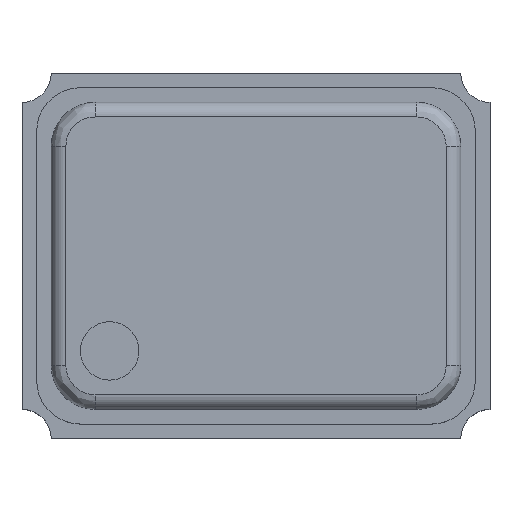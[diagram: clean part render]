
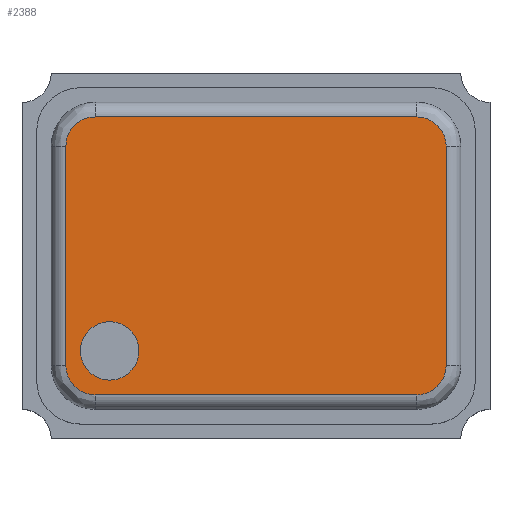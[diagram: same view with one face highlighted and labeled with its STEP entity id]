
A CAD part, top view. The second image highlights one B-rep face of the part: STEP entity #2388.
In plain terms, the highlighted planar face has unit normal (0, 0, 1).
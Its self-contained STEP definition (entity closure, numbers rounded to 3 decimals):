
#2139 = VERTEX_POINT('',#2140);
#2140 = CARTESIAN_POINT('',(1.1,0.95,0.81));
#2149 = VERTEX_POINT('',#2150);
#2150 = CARTESIAN_POINT('',(-1.1,0.95,0.81));
#2157 = EDGE_CURVE('',#2149,#2139,#2158,.T.);
#2158 = LINE('',#2159,#2160);
#2159 = CARTESIAN_POINT('',(-1.1,0.95,0.81));
#2160 = VECTOR('',#2161,1.);
#2161 = DIRECTION('',(1.,0.,0.));
#2173 = VERTEX_POINT('',#2174);
#2174 = CARTESIAN_POINT('',(-1.3,0.75,0.81));
#2181 = EDGE_CURVE('',#2149,#2173,#2182,.T.);
#2182 = B_SPLINE_CURVE_WITH_KNOTS('',3,(#2183,#2184,#2185,#2186,#2187,
    #2188),.UNSPECIFIED.,.F.,.F.,(4,2,4),(0.,0.5,1.),
  .UNSPECIFIED.);
#2183 = CARTESIAN_POINT('',(-1.1,0.95,0.81));
#2184 = CARTESIAN_POINT('',(-1.155,0.95,0.81));
#2185 = CARTESIAN_POINT('',(-1.202,0.93,0.81));
#2186 = CARTESIAN_POINT('',(-1.28,0.853,0.81));
#2187 = CARTESIAN_POINT('',(-1.3,0.806,0.81));
#2188 = CARTESIAN_POINT('',(-1.3,0.75,0.81));
#2214 = VERTEX_POINT('',#2215);
#2215 = CARTESIAN_POINT('',(-1.3,-0.75,0.81));
#2222 = EDGE_CURVE('',#2214,#2173,#2223,.T.);
#2223 = LINE('',#2224,#2225);
#2224 = CARTESIAN_POINT('',(-1.3,-0.75,0.81));
#2225 = VECTOR('',#2226,1.);
#2226 = DIRECTION('',(0.,1.,0.));
#2238 = VERTEX_POINT('',#2239);
#2239 = CARTESIAN_POINT('',(-1.1,-0.95,0.81));
#2246 = EDGE_CURVE('',#2238,#2214,#2247,.T.);
#2247 = ( BOUNDED_CURVE() B_SPLINE_CURVE(3,(#2248,#2249,#2250,#2251),
.UNSPECIFIED.,.F.,.F.) B_SPLINE_CURVE_WITH_KNOTS((4,4),(0.,1.),
.PIECEWISE_BEZIER_KNOTS.) CURVE() GEOMETRIC_REPRESENTATION_ITEM() 
RATIONAL_B_SPLINE_CURVE((1.,0.805,0.805,1.)) 
REPRESENTATION_ITEM('') );
#2248 = CARTESIAN_POINT('',(-1.1,-0.95,0.81));
#2249 = CARTESIAN_POINT('',(-1.217,-0.95,0.81));
#2250 = CARTESIAN_POINT('',(-1.3,-0.867,0.81));
#2251 = CARTESIAN_POINT('',(-1.3,-0.75,0.81));
#2277 = VERTEX_POINT('',#2278);
#2278 = CARTESIAN_POINT('',(1.1,-0.95,0.81));
#2285 = EDGE_CURVE('',#2277,#2238,#2286,.T.);
#2286 = LINE('',#2287,#2288);
#2287 = CARTESIAN_POINT('',(1.1,-0.95,0.81));
#2288 = VECTOR('',#2289,1.);
#2289 = DIRECTION('',(-1.,0.,0.));
#2301 = VERTEX_POINT('',#2302);
#2302 = CARTESIAN_POINT('',(1.3,-0.75,0.81));
#2309 = EDGE_CURVE('',#2301,#2277,#2310,.T.);
#2310 = ( BOUNDED_CURVE() B_SPLINE_CURVE(3,(#2311,#2312,#2313,#2314),
.UNSPECIFIED.,.F.,.F.) B_SPLINE_CURVE_WITH_KNOTS((4,4),(0.,1.),
.PIECEWISE_BEZIER_KNOTS.) CURVE() GEOMETRIC_REPRESENTATION_ITEM() 
RATIONAL_B_SPLINE_CURVE((1.,0.805,0.805,1.)) 
REPRESENTATION_ITEM('') );
#2311 = CARTESIAN_POINT('',(1.3,-0.75,0.81));
#2312 = CARTESIAN_POINT('',(1.3,-0.867,0.81));
#2313 = CARTESIAN_POINT('',(1.217,-0.95,0.81));
#2314 = CARTESIAN_POINT('',(1.1,-0.95,0.81));
#2340 = VERTEX_POINT('',#2341);
#2341 = CARTESIAN_POINT('',(1.3,0.75,0.81));
#2348 = EDGE_CURVE('',#2340,#2301,#2349,.T.);
#2349 = LINE('',#2350,#2351);
#2350 = CARTESIAN_POINT('',(1.3,0.75,0.81));
#2351 = VECTOR('',#2352,1.);
#2352 = DIRECTION('',(0.,-1.,0.));
#2364 = EDGE_CURVE('',#2139,#2340,#2365,.T.);
#2365 = ( BOUNDED_CURVE() B_SPLINE_CURVE(3,(#2366,#2367,#2368,#2369),
.UNSPECIFIED.,.F.,.F.) B_SPLINE_CURVE_WITH_KNOTS((4,4),(0.,1.),
.PIECEWISE_BEZIER_KNOTS.) CURVE() GEOMETRIC_REPRESENTATION_ITEM() 
RATIONAL_B_SPLINE_CURVE((1.,0.805,0.805,1.)) 
REPRESENTATION_ITEM('') );
#2366 = CARTESIAN_POINT('',(1.1,0.95,0.81));
#2367 = CARTESIAN_POINT('',(1.217,0.95,0.81));
#2368 = CARTESIAN_POINT('',(1.3,0.867,0.81));
#2369 = CARTESIAN_POINT('',(1.3,0.75,0.81));
#2388 = ADVANCED_FACE('',(#2389,#2399),#2419,.T.);
#2389 = FACE_BOUND('',#2390,.T.);
#2390 = EDGE_LOOP('',(#2391,#2392,#2393,#2394,#2395,#2396,#2397,#2398));
#2391 = ORIENTED_EDGE('',*,*,#2157,.F.);
#2392 = ORIENTED_EDGE('',*,*,#2181,.T.);
#2393 = ORIENTED_EDGE('',*,*,#2222,.F.);
#2394 = ORIENTED_EDGE('',*,*,#2246,.F.);
#2395 = ORIENTED_EDGE('',*,*,#2285,.F.);
#2396 = ORIENTED_EDGE('',*,*,#2309,.F.);
#2397 = ORIENTED_EDGE('',*,*,#2348,.F.);
#2398 = ORIENTED_EDGE('',*,*,#2364,.F.);
#2399 = FACE_BOUND('',#2400,.T.);
#2400 = EDGE_LOOP('',(#2401,#2412));
#2401 = ORIENTED_EDGE('',*,*,#2402,.F.);
#2402 = EDGE_CURVE('',#2403,#2405,#2407,.T.);
#2403 = VERTEX_POINT('',#2404);
#2404 = CARTESIAN_POINT('',(-1.2,-0.65,0.81));
#2405 = VERTEX_POINT('',#2406);
#2406 = CARTESIAN_POINT('',(-0.8,-0.65,0.81));
#2407 = CIRCLE('',#2408,0.2);
#2408 = AXIS2_PLACEMENT_3D('',#2409,#2410,#2411);
#2409 = CARTESIAN_POINT('',(-1.,-0.65,0.81));
#2410 = DIRECTION('',(0.,0.,1.));
#2411 = DIRECTION('',(1.,0.,0.));
#2412 = ORIENTED_EDGE('',*,*,#2413,.F.);
#2413 = EDGE_CURVE('',#2405,#2403,#2414,.T.);
#2414 = CIRCLE('',#2415,0.2);
#2415 = AXIS2_PLACEMENT_3D('',#2416,#2417,#2418);
#2416 = CARTESIAN_POINT('',(-1.,-0.65,0.81));
#2417 = DIRECTION('',(0.,0.,1.));
#2418 = DIRECTION('',(1.,0.,0.));
#2419 = PLANE('',#2420);
#2420 = AXIS2_PLACEMENT_3D('',#2421,#2422,#2423);
#2421 = CARTESIAN_POINT('',(-1.4,-1.05,0.81));
#2422 = DIRECTION('',(0.,0.,1.));
#2423 = DIRECTION('',(1.,0.,0.));
